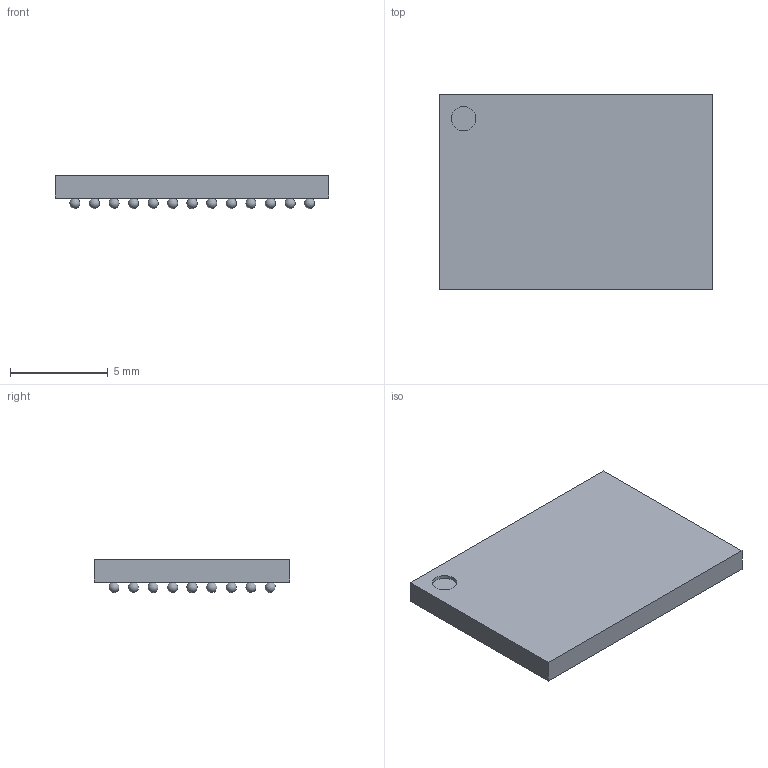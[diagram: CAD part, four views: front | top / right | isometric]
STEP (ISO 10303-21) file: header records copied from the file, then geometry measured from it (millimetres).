
FILE_DESCRIPTION(('FreeCAD Model'),'2;1');
FILE_NAME('1789512.2.1.stp','2022-05-04T11:24:19',( 'Author'),(''),'Open CASCADE STEP processor 6.9','FreeCAD','Unknown' );
FILE_SCHEMA(('AUTOMOTIVE_DESIGN { 1 0 10303 214 1 1 1 1 }'));
Length unit declared in the file: millimetre
Products named in the file (3): ASSEMBLY; Array; Body
Assembly tree (2 placements, depth 2):
  ASSEMBLY
    Array
    Body
Bounding box: 14 x 10 x 1.7 mm (x, y, z)
Volume: 171.8 mm3; surface area: 443.5 mm2
Topology: 118 solids, 118 shells, 125 faces, 366 edges, 244 vertices
Faces by surface type: sphere 117, plane 7, cylinder 1
Full cylindrical faces by diameter (mm): 1.25 x1
Entity records: 2912 total; most frequent: DIRECTION 303, CARTESIAN_POINT 300, AXIS2_PLACEMENT_3D 130, VERTEX_POINT 127, FACE_BOUND 126, ADVANCED_FACE 125, MANIFOLD_SOLID_BREP 118, CLOSED_SHELL 118
